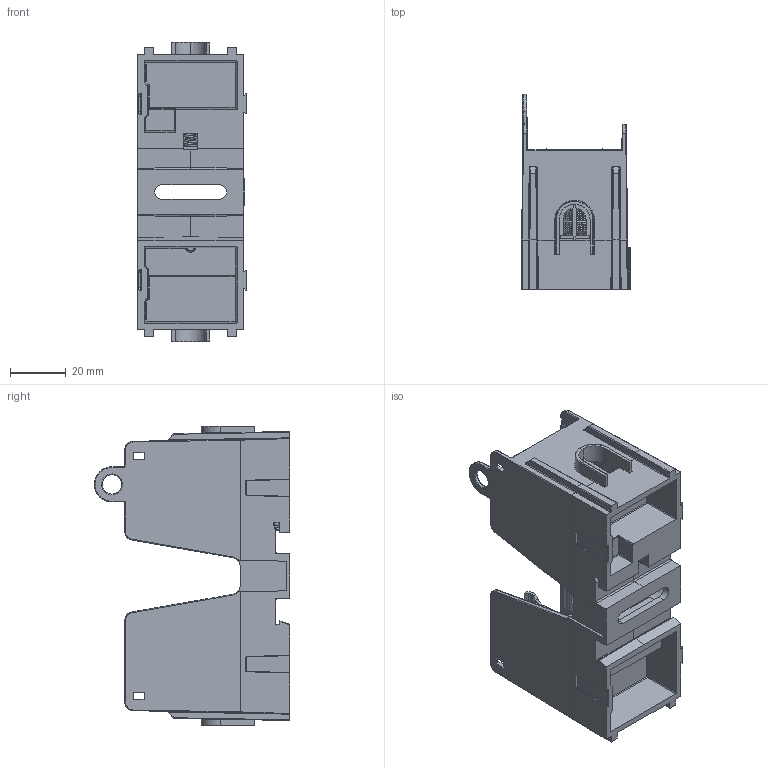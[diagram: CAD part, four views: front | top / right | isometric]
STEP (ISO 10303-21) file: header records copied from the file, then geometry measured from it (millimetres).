
FILE_DESCRIPTION (( 'STEP AP214' ), '1' );
FILE_NAME ('OUT-380446.STEP', '2024-02-27T13:50:06', ( '' ), ( '' ), 'SwSTEP 2.0', 'SolidWorks 2021', '' );
FILE_SCHEMA (( 'AUTOMOTIVE_DESIGN' ));
Length unit declared in the file: inch
Products named in the file (9): 220034_2022N118; 310170; C08970; 360388; 370039_-101; 410047; OUT-380446; F08936_90272A147; 330836_OVER CLIP
Assembly tree (10 placements, depth 3):
  OUT-380446
    360388  x2
      370039_-101
      330836_OVER CLIP
      C08970
      310170
    410047
    F08936_90272A147  x2
    220034_2022N118
Bounding box: 39.12 x 70.36 x 107.94 mm (x, y, z)
Volume: 58875 mm3; surface area: 58080.4 mm2
Topology: 12 solids, 12 shells, 1940 faces, 4692 edges, 2779 vertices
Faces by surface type: plane 821, cylinder 694, cone 144, bspline 120, sphere 115, torus 46
Entity records: 49145 total; most frequent: CARTESIAN_POINT 16046, ORIENTED_EDGE 7150, DIRECTION 6616, EDGE_CURVE 3575, AXIS2_PLACEMENT_3D 2274, VERTEX_POINT 2119, VECTOR 2068, LINE 2068
